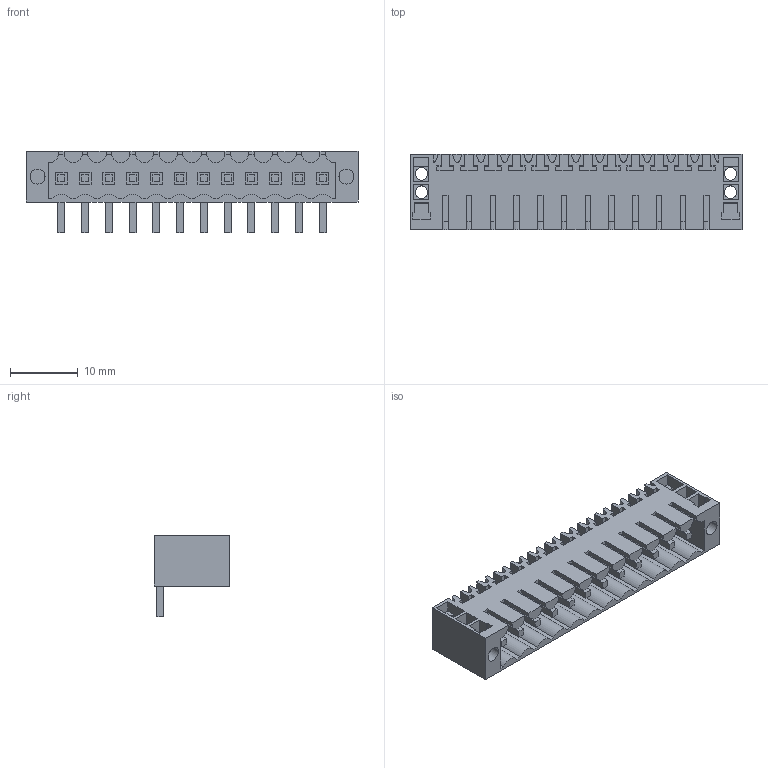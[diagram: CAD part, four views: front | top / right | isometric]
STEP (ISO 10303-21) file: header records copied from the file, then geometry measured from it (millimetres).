
FILE_DESCRIPTION(('CATIA V5 STEP Exchange','CAx-IF Rec.Pracs.--- Model Styling and Organization---1.2---2011-12-15'),'2;1');
FILE_NAME ('D1453537_0_1615620000_1615620000.stp','2018-03-06T12:15:24+00:00',('none'),('Weidmueller'),'CATIA Version 5-6 Release 2014','CATIA V5 STEP AP214','none');
FILE_SCHEMA(('AUTOMOTIVE_DESIGN { 1 0 10303 214 1 1 1 1 }'));
Length unit declared in the file: millimetre
Products named in the file (1): 1615620000
Bounding box: 48.9 x 11.05 x 11.95 mm (x, y, z)
Volume: 1813 mm3; surface area: 4992.2 mm2
Topology: 13 solids, 13 shells, 754 faces, 2283 edges, 1561 vertices
Faces by surface type: plane 689, cylinder 65
Entity records: 23589 total; most frequent: ORIENTED_EDGE 4566, CARTESIAN_POINT 4256, DIRECTION 3105, EDGE_CURVE 2283, VECTOR 2129, LINE 2129, VERTEX_POINT 1561, EDGE_LOOP 802
